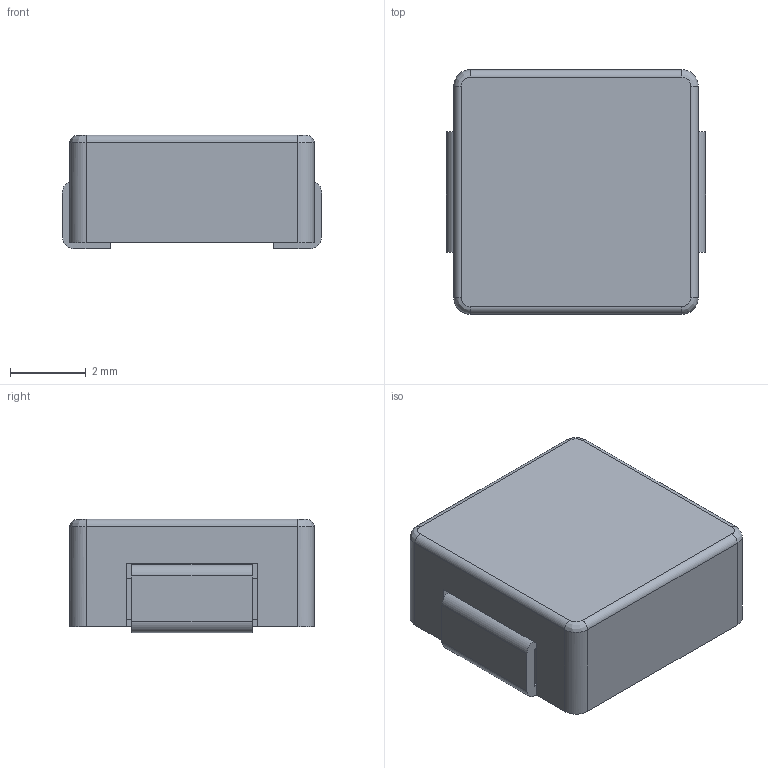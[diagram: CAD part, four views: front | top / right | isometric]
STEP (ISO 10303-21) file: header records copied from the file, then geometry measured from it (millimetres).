
FILE_DESCRIPTION (( 'STEP AP214' ), '1' );
FILE_NAME ('IND-SMD_L6.5-W6.5_IHLP-2525.STEP', '2023-05-12T01:21:42', ( '' ), ( '' ), 'SwSTEP 2.0', 'SolidWorks 2019', '' );
FILE_SCHEMA (( 'AUTOMOTIVE_DESIGN' ));
Length unit declared in the file: millimetre
Products named in the file (4): U1; COMPOUND_2; IND-SMD_L6.5-W6.5_IHLP-2525
Assembly tree (3 placements, depth 4):
  IND-SMD_L6.5-W6.5_IHLP-2525
    U1
      IND-SMD_L6.5-W6.5_IHLP-2525
        COMPOUND_2
Bounding box: 6.86 x 6.47 x 3 mm (x, y, z)
Volume: 119.1 mm3; surface area: 228.8 mm2
Topology: 3 solids, 3 shells, 337 faces, 907 edges, 602 vertices
Faces by surface type: plane 209, bspline 116, cylinder 12
Entity records: 15387 total; most frequent: CARTESIAN_POINT 3891, ORIENTED_EDGE 1814, DIRECTION 1149, EDGE_CURVE 907, VECTOR 647, LINE 647, VERTEX_POINT 602, EDGE_LOOP 363
